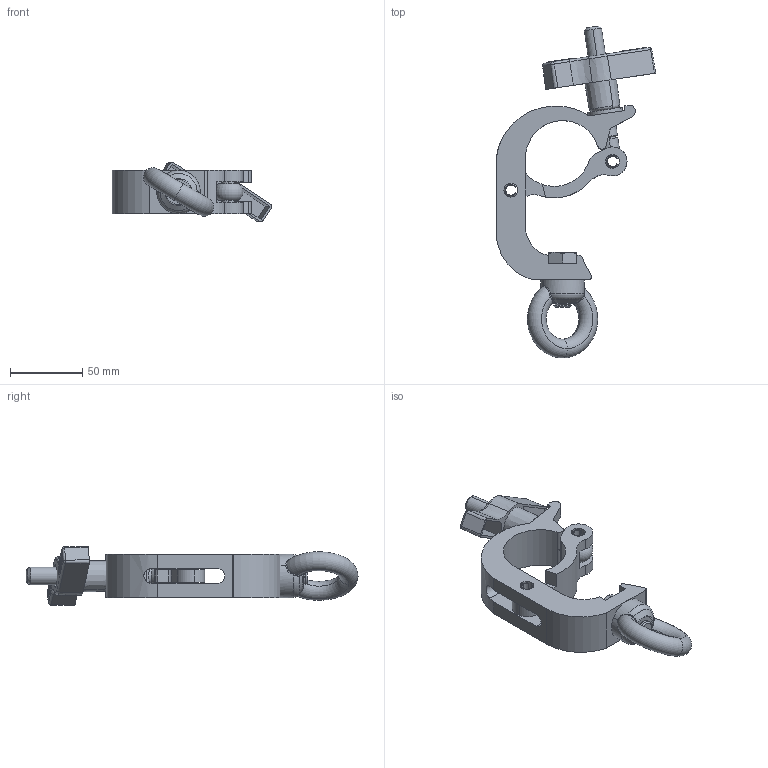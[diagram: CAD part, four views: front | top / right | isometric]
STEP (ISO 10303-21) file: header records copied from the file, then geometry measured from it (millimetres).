
FILE_DESCRIPTION (( 'STEP AP203' ), '1' );
FILE_NAME ('T58862 & T5886201.STEP', '2018-08-13T11:47:17', ( '' ), ( '' ), 'SwSTEP 2.0', 'SolidWorks 2016', '' );
FILE_SCHEMA (( 'CONFIG_CONTROL_DESIGN' ));
Length unit declared in the file: millimetre
Products named in the file (12): TH2024_30MM WIDE; TH2023_30MM WIDE; Hex Screw GradeC_Doughty Fastners_ISO 4018 - M12 x 30-WS; S0124; T78052_T78053; A Washer_Bright washer BS 4320 - M12 (Form A); TH733; F791; T42300; TH1304_TH1304; T58862 & T5886201; TH013_NO STAMPING
Assembly tree (12 placements, depth 3):
  T58862 & T5886201
    TH013_NO STAMPING
      TH2023_30MM WIDE
    TH1304_TH1304
      TH2024_30MM WIDE
    F791  x2
    T78052_T78053
      TH733
      A Washer_Bright washer BS 4320 - M12 (Form A)
      S0124
    Hex Screw GradeC_Doughty Fastners_ISO 4018 - M12 x 30-WS
    T42300
Bounding box: 110.08 x 229.52 x 40.86 mm (x, y, z)
Volume: 168081.4 mm3; surface area: 60809.7 mm2
Topology: 9 solids, 9 shells, 590 faces, 1533 edges, 985 vertices
Faces by surface type: plane 213, cylinder 153, cone 112, bspline 90, torus 22
Entity records: 23436 total; most frequent: CARTESIAN_POINT 8238, ORIENTED_EDGE 2990, DIRECTION 2802, EDGE_CURVE 1495, AXIS2_PLACEMENT_3D 1011, VERTEX_POINT 961, LINE 780, VECTOR 780
